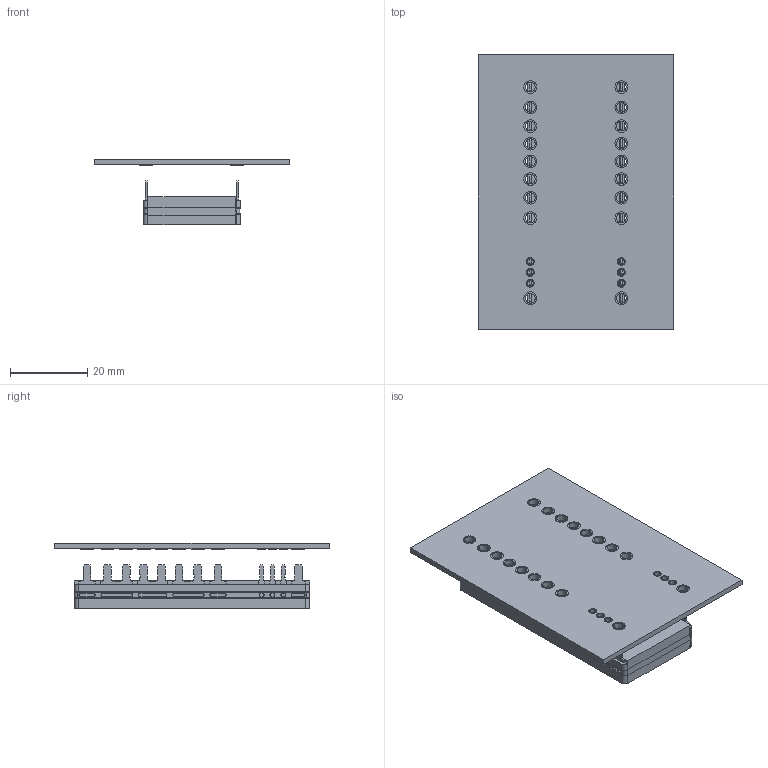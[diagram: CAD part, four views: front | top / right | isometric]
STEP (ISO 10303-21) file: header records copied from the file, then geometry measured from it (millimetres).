
FILE_DESCRIPTION (( 'STEP AP214' ), '1' );
FILE_NAME ('40282-def.STEP', '2014-08-29T15:35:26', ( 'VicorUser' ), ( 'Microsoft' ), 'SwSTEP 2.0', 'SolidWorks 2012', '' );
FILE_SCHEMA (( 'AUTOMOTIVE_DESIGN' ));
Length unit declared in the file: millimetre
Products named in the file (1): 40282-def
Bounding box: 50.61 x 71.12 x 17.08 mm (x, y, z)
Volume: 16102.9 mm3; surface area: 13613.2 mm2
Topology: 2 solids, 2 shells, 1366 faces, 4298 edges, 3110 vertices
Faces by surface type: plane 1110, cylinder 212, cone 36, bspline 8
Entity records: 57031 total; most frequent: CARTESIAN_POINT 13925, ORIENTED_EDGE 8596, DIRECTION 5963, EDGE_CURVE 4298, VERTEX_POINT 3110, LINE 2587, VECTOR 2587, AXIS2_PLACEMENT_3D 1688
